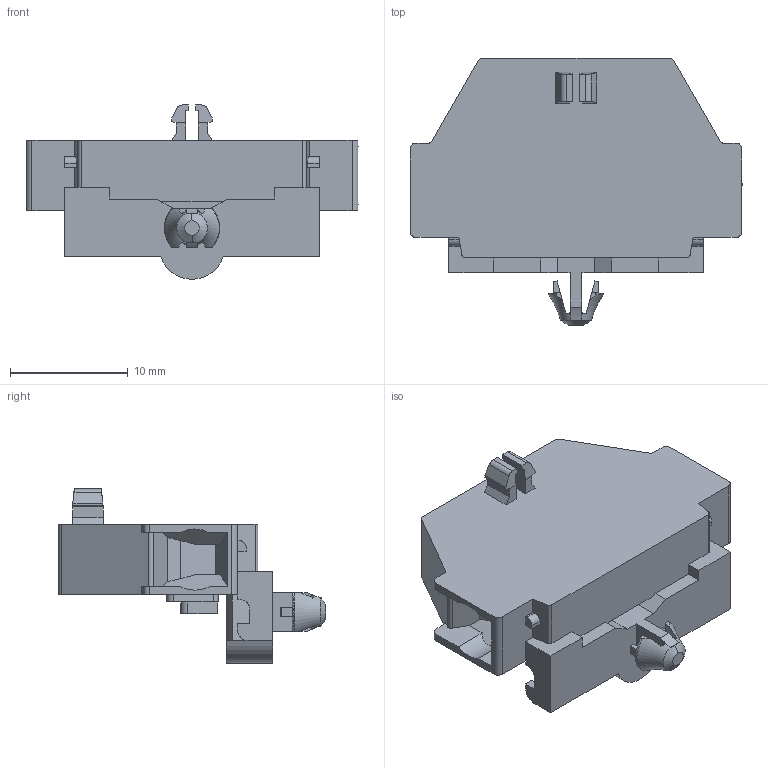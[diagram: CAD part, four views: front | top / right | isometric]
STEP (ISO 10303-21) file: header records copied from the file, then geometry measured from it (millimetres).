
FILE_DESCRIPTION((''),'2;1');
FILE_NAME('8YB759036','2024-02-29T',('dell'),(''),'PRO/ENGINEER BY PARAMETRIC TECHNOLOGY CORPORATION, 2013230','PRO/ENGINEER BY PARAMETRIC TECHNOLOGY CORPORATION, 2013230','');
FILE_SCHEMA(('AUTOMOTIVE_DESIGN { 1 0 10303 214 1 1 1 1 }'));
Length unit declared in the file: millimetre
Products named in the file (1): 8YB759036
Bounding box: 28.2 x 22.7 x 14.79 mm (x, y, z)
Volume: 2356.4 mm3; surface area: 2153.9 mm2
Topology: 1 solids, 2 shells, 250 faces, 708 edges, 465 vertices
Faces by surface type: plane 199, cylinder 42, cone 5, torus 2, extrusion 2
Entity records: 8217 total; most frequent: CARTESIAN_POINT 1682, ORIENTED_EDGE 1416, DIRECTION 1231, EDGE_CURVE 708, VECTOR 591, LINE 589, VERTEX_POINT 465, AXIS2_PLACEMENT_3D 320
